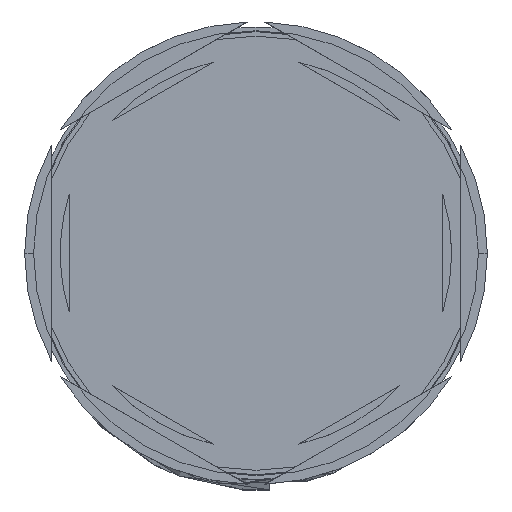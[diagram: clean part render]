
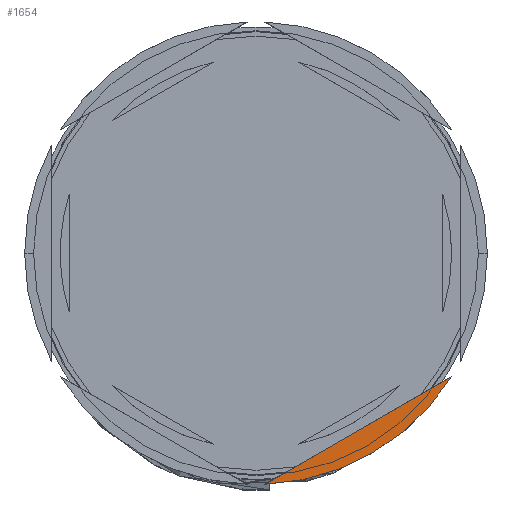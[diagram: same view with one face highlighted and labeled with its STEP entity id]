
A CAD part, top view. The second image highlights one B-rep face of the part: STEP entity #1654.
In plain terms, the highlighted planar face has unit normal (0, 0, 1).
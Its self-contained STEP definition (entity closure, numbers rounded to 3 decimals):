
#144 = EDGE_LOOP ( 'NONE', ( #4415, #2216 ) ) ;
#382 = EDGE_CURVE ( 'NONE', #812, #1859, #1636, .T. ) ;
#763 = PLANE ( 'NONE',  #1781 ) ;
#812 = VERTEX_POINT ( 'NONE', #1061 ) ;
#1061 = CARTESIAN_POINT ( 'NONE',  ( 0.5, -12.99, 0. ) ) ;
#1127 = CARTESIAN_POINT ( 'NONE',  ( 11., -6.928, 0. ) ) ;
#1176 = CARTESIAN_POINT ( 'NONE',  ( 0., -13.279, 0. ) ) ;
#1405 = AXIS2_PLACEMENT_3D ( 'NONE', #1889, #4108, #4412 ) ;
#1636 = CIRCLE ( 'NONE', #1405, 13. ) ;
#1654 = ADVANCED_FACE ( 'NONE', ( #4623 ), #763, .T. ) ;
#1781 = AXIS2_PLACEMENT_3D ( 'NONE', #4339, #2561, #2211 ) ;
#1859 = VERTEX_POINT ( 'NONE', #1127 ) ;
#1889 = CARTESIAN_POINT ( 'NONE',  ( 0., 0., 0. ) ) ;
#2211 = DIRECTION ( 'NONE',  ( 1., 0., 0. ) ) ;
#2216 = ORIENTED_EDGE ( 'NONE', *, *, #382, .T. ) ;
#2323 = VECTOR ( 'NONE', #2352, 1000. ) ;
#2352 = DIRECTION ( 'NONE',  ( 0.866, 0.5, 0. ) ) ;
#2561 = DIRECTION ( 'NONE',  ( 0., 0., 1. ) ) ;
#2656 = LINE ( 'NONE', #1176, #2323 ) ;
#4108 = DIRECTION ( 'NONE',  ( 0., 0., 1. ) ) ;
#4339 = CARTESIAN_POINT ( 'NONE',  ( 0., 0., 0. ) ) ;
#4412 = DIRECTION ( 'NONE',  ( 1., 0., 0. ) ) ;
#4415 = ORIENTED_EDGE ( 'NONE', *, *, #4476, .F. ) ;
#4476 = EDGE_CURVE ( 'NONE', #812, #1859, #2656, .T. ) ;
#4623 = FACE_OUTER_BOUND ( 'NONE', #144, .T. ) ;
